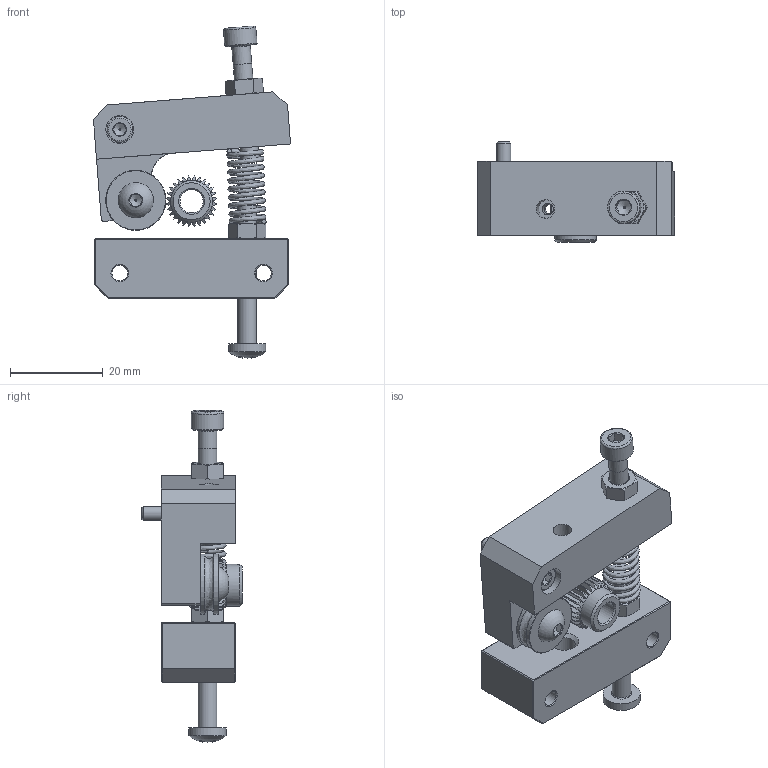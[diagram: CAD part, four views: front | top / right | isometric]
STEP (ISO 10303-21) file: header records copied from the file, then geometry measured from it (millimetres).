
FILE_DESCRIPTION(('FreeCAD Model'),'2;1');
FILE_NAME('Extruder_MK8.step','2019-10-13T01:28:52', (''),(''),'Open CASCADE STEP processor 7.3','FreeCAD','Unknown');
FILE_SCHEMA(('AUTOMOTIVE_DESIGN { 1 0 10303 214 1 1 1 1 }'));
Length unit declared in the file: millimetre
Products named in the file (1): Extruder_MK8
Bounding box: 42.54 x 21.7 x 71.66 mm (x, y, z)
Volume: 17784.8 mm3; surface area: 9944.9 mm2
Topology: 7 solids, 8 shells, 366 faces, 817 edges, 473 vertices
Faces by surface type: plane 169, cone 118, cylinder 58, bspline 10, revolution 6, sphere 5
Full cylindrical faces by diameter (mm): 2.5 x1, 3 x1, 3.242 x1, 3.3 x2, 3.4 x3, 4 x6, 5 x2, 5.5 x1, 6 x1, 7 x1, 8 x1, 9 x1, 13 x2
Entity records: 27562 total; most frequent: CARTESIAN_POINT 8535, DIRECTION 3257, ORIENTED_EDGE 1626, PCURVE 1626, DEFINITIONAL_REPRESENTATION 1626, LINE 1310, VECTOR 1310, AXIS2_PLACEMENT_3D 859
